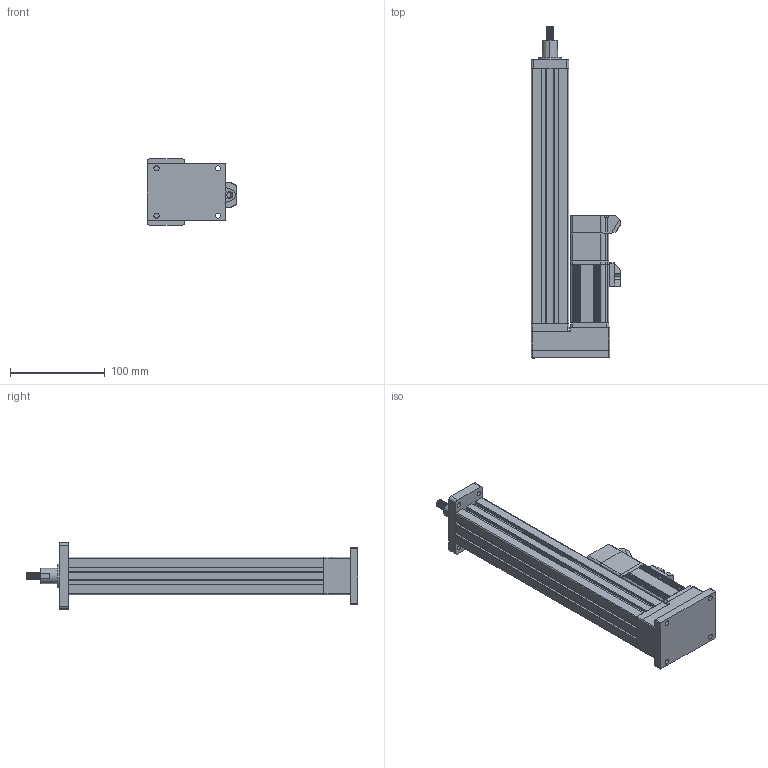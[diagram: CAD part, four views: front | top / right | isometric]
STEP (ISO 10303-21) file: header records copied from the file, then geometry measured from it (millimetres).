
FILE_DESCRIPTION (( 'STEP AP203' ), '1' );
FILE_NAME ('230815-TK-40缸折叠220行程装配体.STEP', '2025-01-14T08:45:15', ( '微软用户' ), ( '微软中国' ), 'SwSTEP 2.0', 'SolidWorks 2022', '' );
FILE_SCHEMA (( 'CONFIG_CONTROL_DESIGN' ));
Length unit declared in the file: millimetre
Products named in the file (3): 230815-TK-40缸折叠220行程装配体; 40缸行程200折叠底板安装; MS5S-40ST-CSorCM00330BZ-20P1
Assembly tree (2 placements, depth 2):
  230815-TK-40缸折叠220行程装配体
    40缸行程200折叠底板安装
    MS5S-40ST-CSorCM00330BZ-20P1
Bounding box: 95 x 351 x 70 mm (x, y, z)
Volume: 328206.8 mm3; surface area: 163170.7 mm2
Topology: 1 solids, 14 shells, 555 faces, 1648 edges, 1129 vertices
Faces by surface type: cylinder 317, plane 229, cone 6, bspline 3
Entity records: 21561 total; most frequent: CARTESIAN_POINT 5964, DIRECTION 3383, ORIENTED_EDGE 2975, EDGE_CURVE 1648, AXIS2_PLACEMENT_3D 1238, VERTEX_POINT 1129, VECTOR 907, LINE 907
